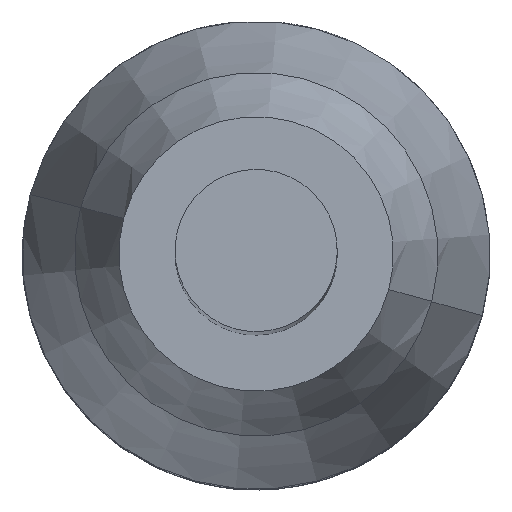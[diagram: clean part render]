
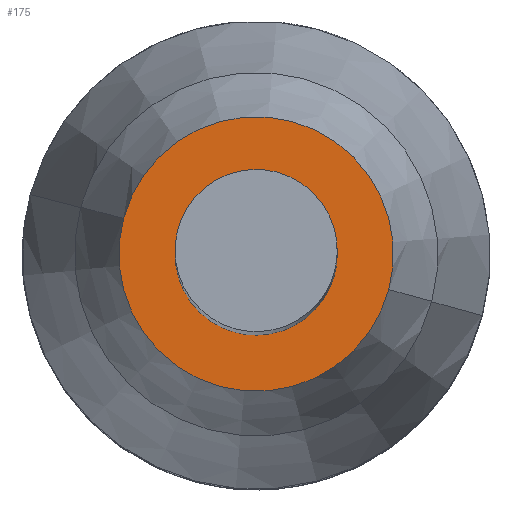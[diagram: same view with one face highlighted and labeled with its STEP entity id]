
A CAD part, top view. The second image highlights one B-rep face of the part: STEP entity #175.
In plain terms, the highlighted planar face has unit normal (0, 0, 1).
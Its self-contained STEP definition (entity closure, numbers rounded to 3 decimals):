
#106=AXIS2_PLACEMENT_3D('Circle Axis2P3D',#104,#105,$) ;
#125=AXIS2_PLACEMENT_3D('Circle Axis2P3D',#123,#124,$) ;
#149=AXIS2_PLACEMENT_3D('Plane Axis2P3D',#146,#147,#148) ;
#153=AXIS2_PLACEMENT_3D('Circle Axis2P3D',#151,#152,$) ;
#162=AXIS2_PLACEMENT_3D('Circle Axis2P3D',#160,#161,$) ;
#81=CARTESIAN_POINT('Vertex',(6.2,9.752,45.7)) ;
#88=CARTESIAN_POINT('Vertex',(8.8,5.248,45.7)) ;
#92=CARTESIAN_POINT('Control Point',(8.173,10.011,45.7)) ;
#93=CARTESIAN_POINT('Control Point',(8.765,9.853,45.7)) ;
#94=CARTESIAN_POINT('Control Point',(9.31,9.52,45.7)) ;
#95=CARTESIAN_POINT('Control Point',(9.739,9.031,45.7)) ;
#96=CARTESIAN_POINT('Control Point',(10.257,7.863,45.7)) ;
#97=CARTESIAN_POINT('Control Point',(10.059,6.601,45.7)) ;
#98=CARTESIAN_POINT('Control Point',(9.771,6.017,45.7)) ;
#99=CARTESIAN_POINT('Control Point',(9.331,5.555,45.7)) ;
#100=CARTESIAN_POINT('Control Point',(8.8,5.248,45.7)) ;
#101=CARTESIAN_POINT('Vertex',(8.173,10.011,45.7)) ;
#104=CARTESIAN_POINT('Axis2P3D Location',(7.5,7.5,45.7)) ;
#123=CARTESIAN_POINT('Axis2P3D Location',(7.5,7.5,45.7)) ;
#127=CARTESIAN_POINT('Vertex',(6.827,4.989,45.7)) ;
#131=CARTESIAN_POINT('Control Point',(8.8,5.248,45.7)) ;
#132=CARTESIAN_POINT('Control Point',(8.358,4.993,45.7)) ;
#133=CARTESIAN_POINT('Control Point',(7.848,4.853,45.7)) ;
#134=CARTESIAN_POINT('Control Point',(7.32,4.856,45.7)) ;
#135=CARTESIAN_POINT('Control Point',(6.827,4.989,45.7)) ;
#146=CARTESIAN_POINT('Axis2P3D Location',(10.922,1.572,45.7)) ;
#151=CARTESIAN_POINT('Axis2P3D Location',(7.5,7.5,45.7)) ;
#155=CARTESIAN_POINT('Vertex',(11.75,6.361,45.7)) ;
#157=CARTESIAN_POINT('Vertex',(3.25,8.639,45.7)) ;
#160=CARTESIAN_POINT('Axis2P3D Location',(7.5,7.5,45.7)) ;
#105=DIRECTION('Axis2P3D Direction',(0.,0.,1.)) ;
#124=DIRECTION('Axis2P3D Direction',(0.,0.,1.)) ;
#147=DIRECTION('Axis2P3D Direction',(0.,0.,1.)) ;
#148=DIRECTION('Axis2P3D XDirection',(0.259,0.966,0.)) ;
#152=DIRECTION('Axis2P3D Direction',(0.,0.,1.)) ;
#161=DIRECTION('Axis2P3D Direction',(0.,0.,1.)) ;
#166=ORIENTED_EDGE('',*,*,#159,.T.) ;
#167=ORIENTED_EDGE('',*,*,#164,.T.) ;
#170=ORIENTED_EDGE('',*,*,#129,.T.) ;
#171=ORIENTED_EDGE('',*,*,#108,.T.) ;
#172=ORIENTED_EDGE('',*,*,#103,.T.) ;
#173=ORIENTED_EDGE('',*,*,#136,.T.) ;
#174=FACE_BOUND('',#169,.T.) ;
#175=ADVANCED_FACE('Hauptk\X2\00F6\X0\rper',(#168,#174),#150,.T.) ;
#91=B_SPLINE_CURVE_WITH_KNOTS('',5,(#92,#93,#94,#95,#96,#97,#98,#99,#100),.UNSPECIFIED.,.F.,.U.,(6,3,6),(-3.063,0.,3.063),.UNSPECIFIED.) ;
#130=B_SPLINE_CURVE_WITH_KNOTS('',4,(#131,#132,#133,#134,#135),.UNSPECIFIED.,.F.,.U.,(5,5),(-1.021,1.021),.UNSPECIFIED.) ;
#107=CIRCLE('generated circle',#106,2.6) ;
#126=CIRCLE('generated circle',#125,2.6) ;
#154=CIRCLE('generated circle',#153,4.4) ;
#163=CIRCLE('generated circle',#162,4.4) ;
#103=EDGE_CURVE('',#102,#89,#91,.T.) ;
#108=EDGE_CURVE('',#82,#102,#107,.F.) ;
#129=EDGE_CURVE('',#128,#82,#126,.F.) ;
#136=EDGE_CURVE('',#89,#128,#130,.T.) ;
#159=EDGE_CURVE('',#156,#158,#154,.T.) ;
#164=EDGE_CURVE('',#158,#156,#163,.T.) ;
#165=EDGE_LOOP('',(#166,#167)) ;
#169=EDGE_LOOP('',(#170,#171,#172,#173)) ;
#168=FACE_OUTER_BOUND('',#165,.T.) ;
#150=PLANE('',#149) ;
#82=VERTEX_POINT('',#81) ;
#89=VERTEX_POINT('',#88) ;
#102=VERTEX_POINT('',#101) ;
#128=VERTEX_POINT('',#127) ;
#156=VERTEX_POINT('',#155) ;
#158=VERTEX_POINT('',#157) ;
